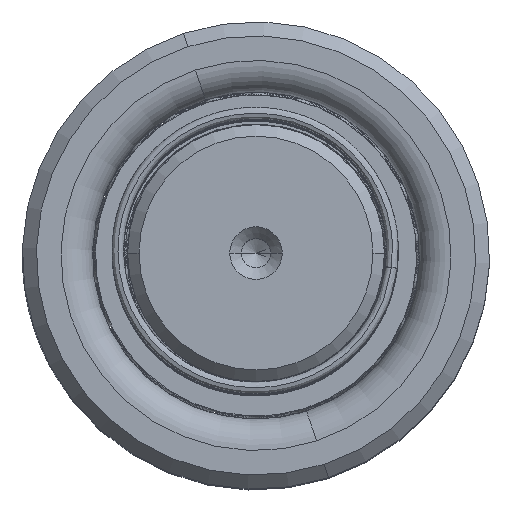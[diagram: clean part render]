
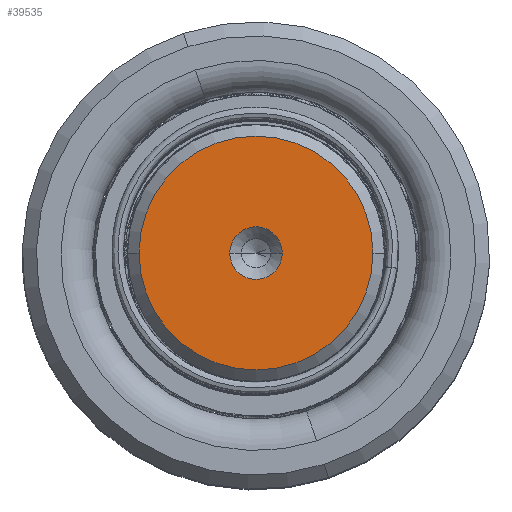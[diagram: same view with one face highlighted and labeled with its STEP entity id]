
A CAD part, top view. The second image highlights one B-rep face of the part: STEP entity #39535.
In plain terms, the highlighted planar face has unit normal (0, 0, 1).
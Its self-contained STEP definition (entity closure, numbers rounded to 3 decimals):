
#942 = EDGE_CURVE ( 'NONE', #2566, #34926, #32009, .T. ) ;
#1690 = DIRECTION ( 'NONE',  ( 1., 0., 0. ) ) ;
#1945 = ORIENTED_EDGE ( 'NONE', *, *, #54123, .T. ) ;
#1962 = DIRECTION ( 'NONE',  ( 0., 0., 1. ) ) ;
#2566 = VERTEX_POINT ( 'NONE', #12680 ) ;
#2941 = FACE_BOUND ( 'NONE', #10447, .T. ) ;
#3061 = DIRECTION ( 'NONE',  ( 1., 0., 0. ) ) ;
#4489 = CIRCLE ( 'NONE', #33397, 10.009 ) ;
#5812 = CARTESIAN_POINT ( 'NONE',  ( 0., 0., 170. ) ) ;
#8586 = EDGE_CURVE ( 'NONE', #34926, #2566, #30389, .T. ) ;
#10063 = DIRECTION ( 'NONE',  ( 1., 0., 0. ) ) ;
#10447 = EDGE_LOOP ( 'NONE', ( #49935, #10610 ) ) ;
#10610 = ORIENTED_EDGE ( 'NONE', *, *, #942, .F. ) ;
#12459 = DIRECTION ( 'NONE',  ( 0., 0., 1. ) ) ;
#12680 = CARTESIAN_POINT ( 'NONE',  ( -2.25, 0., 170. ) ) ;
#14796 = DIRECTION ( 'NONE',  ( 0., 0., 1. ) ) ;
#15334 = CARTESIAN_POINT ( 'NONE',  ( 0., 0., 170. ) ) ;
#15463 = DIRECTION ( 'NONE',  ( 0., 0., 1. ) ) ;
#15690 = DIRECTION ( 'NONE',  ( 0., 0., 1. ) ) ;
#16584 = AXIS2_PLACEMENT_3D ( 'NONE', #50764, #12459, #41911 ) ;
#18372 = ORIENTED_EDGE ( 'NONE', *, *, #32563, .T. ) ;
#18825 = CARTESIAN_POINT ( 'NONE',  ( 0., 0., 170. ) ) ;
#19343 = PLANE ( 'NONE',  #16584 ) ;
#21879 = CARTESIAN_POINT ( 'NONE',  ( 10.009, 0., 170. ) ) ;
#22205 = CARTESIAN_POINT ( 'NONE',  ( -10.009, 0., 170. ) ) ;
#23376 = CARTESIAN_POINT ( 'NONE',  ( 0., 0., 170. ) ) ;
#23415 = AXIS2_PLACEMENT_3D ( 'NONE', #15334, #15690, #45125 ) ;
#26692 = FACE_OUTER_BOUND ( 'NONE', #46175, .T. ) ;
#30389 = CIRCLE ( 'NONE', #45740, 2.25 ) ;
#32009 = CIRCLE ( 'NONE', #23415, 2.25 ) ;
#32563 = EDGE_CURVE ( 'NONE', #47521, #50877, #4489, .T. ) ;
#33397 = AXIS2_PLACEMENT_3D ( 'NONE', #18825, #14796, #1690 ) ;
#34926 = VERTEX_POINT ( 'NONE', #45978 ) ;
#39535 = ADVANCED_FACE ( 'NONE', ( #2941, #26692 ), #19343, .T. ) ;
#41911 = DIRECTION ( 'NONE',  ( 1., 0., 0. ) ) ;
#44705 = CIRCLE ( 'NONE', #47872, 10.009 ) ;
#45125 = DIRECTION ( 'NONE',  ( 1., 0., 0. ) ) ;
#45740 = AXIS2_PLACEMENT_3D ( 'NONE', #23376, #15463, #3061 ) ;
#45978 = CARTESIAN_POINT ( 'NONE',  ( 2.25, 0., 170. ) ) ;
#46175 = EDGE_LOOP ( 'NONE', ( #18372, #1945 ) ) ;
#47521 = VERTEX_POINT ( 'NONE', #22205 ) ;
#47872 = AXIS2_PLACEMENT_3D ( 'NONE', #5812, #1962, #10063 ) ;
#49935 = ORIENTED_EDGE ( 'NONE', *, *, #8586, .F. ) ;
#50764 = CARTESIAN_POINT ( 'NONE',  ( 0., 0., 170. ) ) ;
#50877 = VERTEX_POINT ( 'NONE', #21879 ) ;
#54123 = EDGE_CURVE ( 'NONE', #50877, #47521, #44705, .T. ) ;
